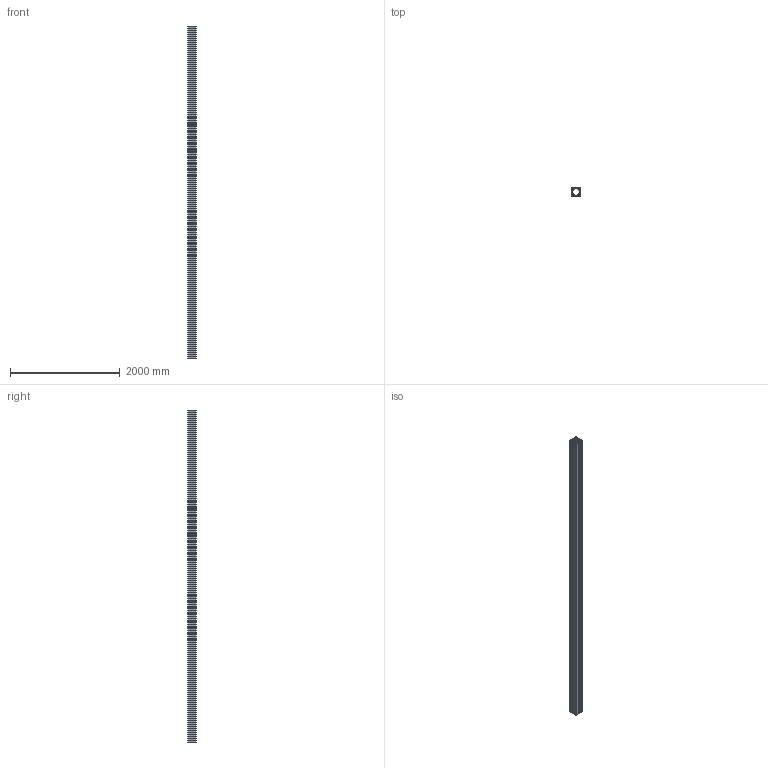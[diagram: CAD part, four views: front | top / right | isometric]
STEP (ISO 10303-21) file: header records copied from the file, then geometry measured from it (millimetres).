
FILE_DESCRIPTION(/* description */ ('STEP AP203'),/* implementation_level */ '2;1');
FILE_NAME(/* name */ '1025880.stp',/* time_stamp */ '2024-04-30T15:49:10+02:00',/* author */ ('b.steehouwer'),/* organization */ (''),/* preprocessor_version */ 'ST-DEVELOPER v18.1',/* originating_system */ 'Autodesk Inventor 2021',/* authorisation */ '');
FILE_SCHEMA (('AUTOMOTIVE_DESIGN { 1 0 10303 214 3 1 1 }'));
Length unit declared in the file: millimetre
Products named in the file (1): 1025880
Bounding box: 160 x 160 x 6060 mm (x, y, z)
Volume: 44691085.1 mm3; surface area: 15337733.6 mm2
Topology: 1 solids, 1 shells, 426 faces, 1272 edges, 848 vertices
Faces by surface type: cylinder 272, plane 154
Full cylindrical faces by diameter (mm): 10 x8
Entity records: 14653 total; most frequent: DIRECTION 2670, CARTESIAN_POINT 2547, ORIENTED_EDGE 2544, EDGE_CURVE 1272, AXIS2_PLACEMENT_3D 971, VERTEX_POINT 848, LINE 728, VECTOR 728
